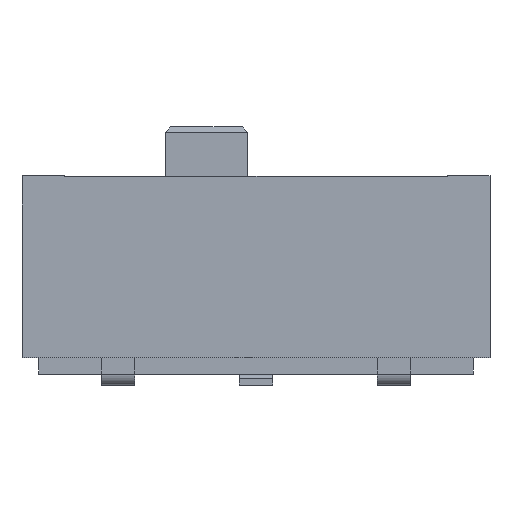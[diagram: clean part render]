
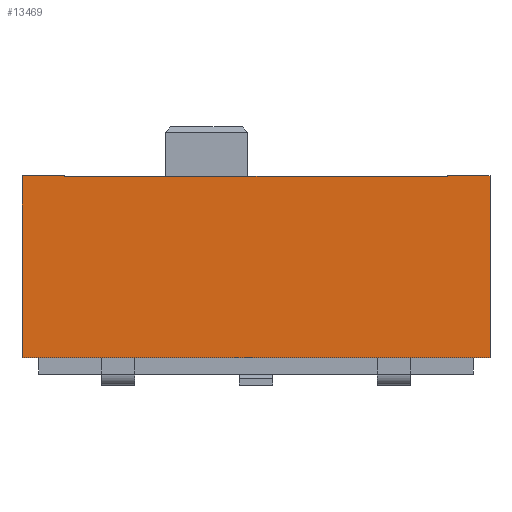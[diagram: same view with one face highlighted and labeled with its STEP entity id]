
A CAD part, front view. The second image highlights one B-rep face of the part: STEP entity #13469.
In plain terms, the highlighted planar face has unit normal (0, -1, 0).
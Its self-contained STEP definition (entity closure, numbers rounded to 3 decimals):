
#456 = ORIENTED_EDGE ( 'NONE', *, *, #13749, .F. ) ;
#1254 = LINE ( 'NONE', #21951, #13383 ) ;
#1605 = DIRECTION ( 'NONE',  ( 0., 0., 1. ) ) ;
#1626 = ORIENTED_EDGE ( 'NONE', *, *, #16435, .T. ) ;
#1824 = VECTOR ( 'NONE', #11649, 1000. ) ;
#2095 = ORIENTED_EDGE ( 'NONE', *, *, #5392, .F. ) ;
#2158 = VERTEX_POINT ( 'NONE', #23775 ) ;
#2859 = DIRECTION ( 'NONE',  ( 0., 0., 1. ) ) ;
#3013 = LINE ( 'NONE', #15747, #12930 ) ;
#3435 = VECTOR ( 'NONE', #2859, 1000. ) ;
#3938 = ORIENTED_EDGE ( 'NONE', *, *, #5800, .T. ) ;
#4319 = VECTOR ( 'NONE', #12663, 1000. ) ;
#4401 = DIRECTION ( 'NONE',  ( 1., 0., 0. ) ) ;
#4496 = LINE ( 'NONE', #6348, #1824 ) ;
#4722 = CARTESIAN_POINT ( 'NONE',  ( 3.475, 0., 1.79 ) ) ;
#5392 = EDGE_CURVE ( 'NONE', #18010, #19700, #17795, .T. ) ;
#5800 = EDGE_CURVE ( 'NONE', #23871, #23562, #3013, .T. ) ;
#6348 = CARTESIAN_POINT ( 'NONE',  ( -4.25, 0., 1.8 ) ) ;
#6927 = FACE_OUTER_BOUND ( 'NONE', #23612, .T. ) ;
#6930 = CARTESIAN_POINT ( 'NONE',  ( 4.25, 0., -1.8 ) ) ;
#7368 = AXIS2_PLACEMENT_3D ( 'NONE', #14815, #18606, #1605 ) ;
#7720 = EDGE_CURVE ( 'NONE', #23871, #21966, #1254, .T. ) ;
#7934 = CARTESIAN_POINT ( 'NONE',  ( -4.25, 0., -1.5 ) ) ;
#8138 = CARTESIAN_POINT ( 'NONE',  ( -3.475, 0., 1.8 ) ) ;
#9002 = LINE ( 'NONE', #6930, #22810 ) ;
#9515 = DIRECTION ( 'NONE',  ( 1., 0., 0. ) ) ;
#9995 = VERTEX_POINT ( 'NONE', #8138 ) ;
#10712 = ORIENTED_EDGE ( 'NONE', *, *, #20316, .F. ) ;
#10964 = DIRECTION ( 'NONE',  ( 0., 0., -1. ) ) ;
#11649 = DIRECTION ( 'NONE',  ( 1., 0., 0. ) ) ;
#12158 = CARTESIAN_POINT ( 'NONE',  ( 4.25, 0., -1.5 ) ) ;
#12663 = DIRECTION ( 'NONE',  ( -1., 0., 0. ) ) ;
#12930 = VECTOR ( 'NONE', #4401, 1000. ) ;
#13383 = VECTOR ( 'NONE', #20209, 1000. ) ;
#13469 = ADVANCED_FACE ( 'NONE', ( #6927 ), #18484, .F. ) ;
#13749 = EDGE_CURVE ( 'NONE', #21966, #9995, #4496, .T. ) ;
#14133 = ORIENTED_EDGE ( 'NONE', *, *, #23096, .T. ) ;
#14543 = VECTOR ( 'NONE', #9515, 1000. ) ;
#14659 = VECTOR ( 'NONE', #16632, 1000. ) ;
#14815 = CARTESIAN_POINT ( 'NONE',  ( 0., 0., 0. ) ) ;
#14970 = CARTESIAN_POINT ( 'NONE',  ( -4.25, 0., 1.8 ) ) ;
#15747 = CARTESIAN_POINT ( 'NONE',  ( 0., 0., -1.5 ) ) ;
#15759 = CARTESIAN_POINT ( 'NONE',  ( -4.25, 0., 1.8 ) ) ;
#16435 = EDGE_CURVE ( 'NONE', #18010, #22902, #23830, .T. ) ;
#16511 = LINE ( 'NONE', #22267, #14659 ) ;
#16632 = DIRECTION ( 'NONE',  ( 0., 0., 1. ) ) ;
#16749 = ORIENTED_EDGE ( 'NONE', *, *, #7720, .F. ) ;
#17055 = CARTESIAN_POINT ( 'NONE',  ( -3.475, 0., 1.79 ) ) ;
#17295 = ORIENTED_EDGE ( 'NONE', *, *, #21464, .F. ) ;
#17795 = LINE ( 'NONE', #4722, #3435 ) ;
#18010 = VERTEX_POINT ( 'NONE', #24086 ) ;
#18421 = CARTESIAN_POINT ( 'NONE',  ( -3.475, 0., 1.79 ) ) ;
#18484 = PLANE ( 'NONE',  #7368 ) ;
#18606 = DIRECTION ( 'NONE',  ( 0., 1., 0. ) ) ;
#19700 = VERTEX_POINT ( 'NONE', #22756 ) ;
#20209 = DIRECTION ( 'NONE',  ( 0., 0., 1. ) ) ;
#20316 = EDGE_CURVE ( 'NONE', #19700, #2158, #22325, .T. ) ;
#21464 = EDGE_CURVE ( 'NONE', #2158, #23562, #9002, .T. ) ;
#21951 = CARTESIAN_POINT ( 'NONE',  ( -4.25, 0., -1.8 ) ) ;
#21966 = VERTEX_POINT ( 'NONE', #15759 ) ;
#22267 = CARTESIAN_POINT ( 'NONE',  ( -3.475, 0., 1.79 ) ) ;
#22325 = LINE ( 'NONE', #14970, #14543 ) ;
#22756 = CARTESIAN_POINT ( 'NONE',  ( 3.475, 0., 1.8 ) ) ;
#22810 = VECTOR ( 'NONE', #10964, 1000. ) ;
#22902 = VERTEX_POINT ( 'NONE', #17055 ) ;
#23096 = EDGE_CURVE ( 'NONE', #22902, #9995, #16511, .T. ) ;
#23562 = VERTEX_POINT ( 'NONE', #12158 ) ;
#23612 = EDGE_LOOP ( 'NONE', ( #14133, #456, #16749, #3938, #17295, #10712, #2095, #1626 ) ) ;
#23775 = CARTESIAN_POINT ( 'NONE',  ( 4.25, 0., 1.8 ) ) ;
#23830 = LINE ( 'NONE', #18421, #4319 ) ;
#23871 = VERTEX_POINT ( 'NONE', #7934 ) ;
#24086 = CARTESIAN_POINT ( 'NONE',  ( 3.475, 0., 1.79 ) ) ;
